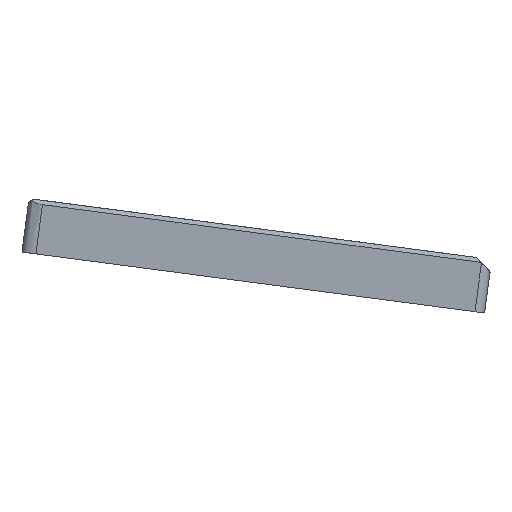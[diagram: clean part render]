
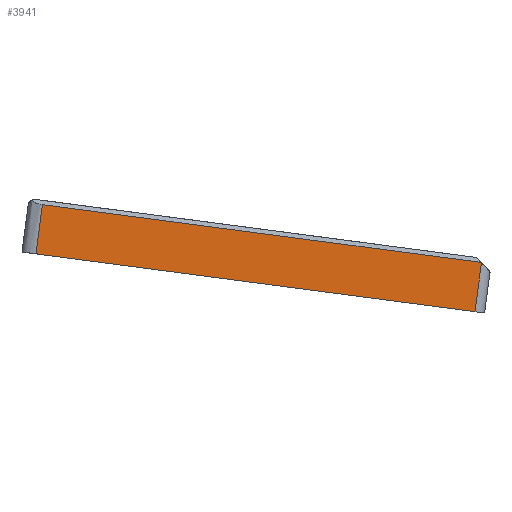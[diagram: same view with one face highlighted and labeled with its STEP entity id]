
A CAD part, left-side view. The second image highlights one B-rep face of the part: STEP entity #3941.
In plain terms, the highlighted planar face has unit normal (-1, 0, 0).
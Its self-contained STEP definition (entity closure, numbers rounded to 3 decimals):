
#398=FACE_OUTER_BOUND('',#649,.T.);
#649=EDGE_LOOP('',(#2771,#2772,#2773,#2774,#2775));
#899=LINE('',#5968,#1263);
#954=LINE('',#6206,#1318);
#956=LINE('',#6227,#1320);
#960=LINE('',#6235,#1324);
#961=LINE('',#6236,#1325);
#1263=VECTOR('',#4662,10.);
#1318=VECTOR('',#4839,10.);
#1320=VECTOR('',#4849,10.);
#1324=VECTOR('',#4855,10.);
#1325=VECTOR('',#4856,10.);
#1652=VERTEX_POINT('',#5965);
#1653=VERTEX_POINT('',#5967);
#1763=VERTEX_POINT('',#6203);
#1766=VERTEX_POINT('',#6226);
#1769=VERTEX_POINT('',#6234);
#2036=EDGE_CURVE('',#1652,#1653,#899,.T.);
#2151=EDGE_CURVE('',#1763,#1653,#954,.T.);
#2156=EDGE_CURVE('',#1763,#1766,#956,.T.);
#2160=EDGE_CURVE('',#1769,#1652,#960,.T.);
#2161=EDGE_CURVE('',#1766,#1769,#961,.T.);
#2771=ORIENTED_EDGE('',*,*,#2151,.T.);
#2772=ORIENTED_EDGE('',*,*,#2036,.F.);
#2773=ORIENTED_EDGE('',*,*,#2160,.F.);
#2774=ORIENTED_EDGE('',*,*,#2161,.F.);
#2775=ORIENTED_EDGE('',*,*,#2156,.F.);
#3830=PLANE('',#4245);
#3941=ADVANCED_FACE('',(#398),#3830,.T.);
#4245=AXIS2_PLACEMENT_3D('',#6233,#4853,#4854);
#4662=DIRECTION('',(0.,0.991,0.131));
#4839=DIRECTION('',(0.,0.131,-0.991));
#4849=DIRECTION('',(0.,-0.991,-0.131));
#4853=DIRECTION('center_axis',(-1.,0.,0.));
#4854=DIRECTION('ref_axis',(0.,-0.991,-0.131));
#4855=DIRECTION('',(0.,0.131,-0.991));
#4856=DIRECTION('',(0.,-0.676,-0.737));
#5965=CARTESIAN_POINT('',(-2.88,-4.991,6.921));
#5967=CARTESIAN_POINT('',(-2.88,96.811,20.324));
#5968=CARTESIAN_POINT('',(-2.88,-7.222,6.627));
#6203=CARTESIAN_POINT('',(-2.88,95.31,31.725));
#6206=CARTESIAN_POINT('',(-2.88,97.751,13.185));
#6226=CARTESIAN_POINT('',(-2.88,-6.434,18.33));
#6227=CARTESIAN_POINT('',(-2.88,71.733,28.621));
#6233=CARTESIAN_POINT('Origin',(-2.88,100.052,20.75));
#6234=CARTESIAN_POINT('',(-2.88,-6.486,18.274));
#6235=CARTESIAN_POINT('',(-2.88,-4.991,6.921));
#6236=CARTESIAN_POINT('',(-2.88,18.224,45.24));
